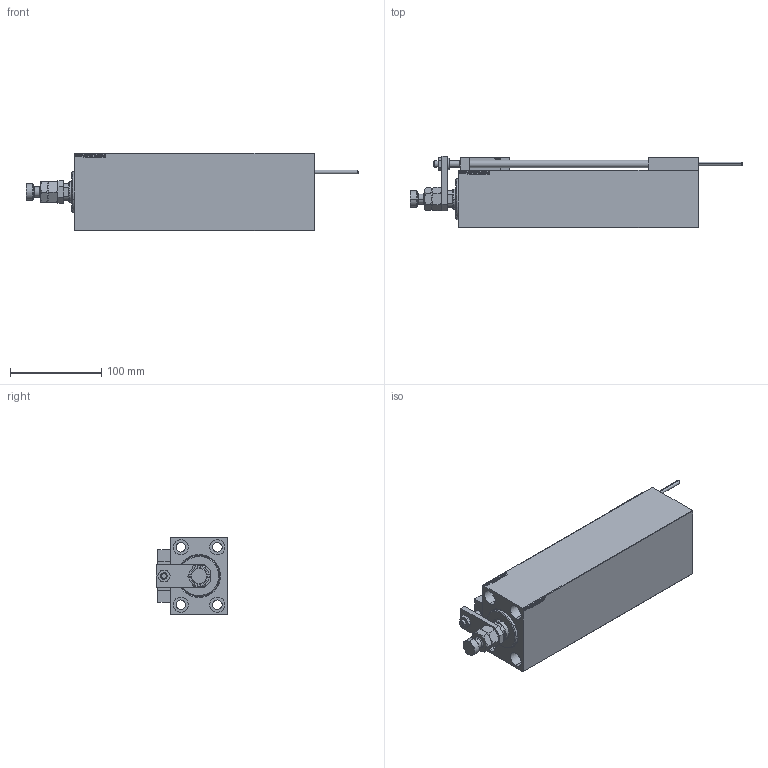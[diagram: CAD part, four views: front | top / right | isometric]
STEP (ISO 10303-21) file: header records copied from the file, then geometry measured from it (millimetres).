
FILE_DESCRIPTION (( 'STEP AP203' ), '1' );
FILE_NAME ('a837.STEP', '2024-02-12T16:28:30', ( '' ), ( '' ), 'SwSTEP 2.0', 'SolidWorks 2019', '' );
FILE_SCHEMA (( 'CONFIG_CONTROL_DESIGN' ));
Length unit declared in the file: millimetre
Products named in the file (16): Block eb5a45bfad78abaee053c1e0f502cfc9; X_Y_MFA eb5a45bfad78abaee053c1e0f502cfc9; a837; ZARAZKA eb5a45bfad78abaee053c1e0f502cfc9; MAGNET eb5a45bfad78abaee053c1e0f502cfc9; V450CM_VC_B eb5a45bfad78abaee053c1e0f502cfc9; NUT_D12 eb5a45bfad78abaee053c1e0f502cfc9; V450CM_C_Body eb5a45bfad78abaee053c1e0f502cfc9; V450CM_C_VCP eb5a45bfad78abaee053c1e0f502cfc9; SWITCH X eb5a45bfad78abaee053c1e0f502cfc9; KONCOVKA eb5a45bfad78abaee053c1e0f502cfc9; ALLEN BOLT D5 eb5a45bfad78abaee053c1e0f502cfc9; SWITCH DIM B,W eb5a45bfad78abaee053c1e0f502cfc9; ALLEN BOLT D8 eb5a45bfad78abaee053c1e0f502cfc9; SWITCH_X_FRONT_BACK eb5a45bfad78abaee053c1e0f502cfc9; TYC_L79 eb5a45bfad78abaee053c1e0f502cfc9
Assembly tree (25 placements, depth 3):
  a837
    V450CM_C_Body eb5a45bfad78abaee053c1e0f502cfc9
    SWITCH X eb5a45bfad78abaee053c1e0f502cfc9
      SWITCH_X_FRONT_BACK eb5a45bfad78abaee053c1e0f502cfc9  x2
      TYC_L79 eb5a45bfad78abaee053c1e0f502cfc9
      Block eb5a45bfad78abaee053c1e0f502cfc9  x2
      ALLEN BOLT D5 eb5a45bfad78abaee053c1e0f502cfc9  x4
      ALLEN BOLT D8 eb5a45bfad78abaee053c1e0f502cfc9  x4
      MAGNET eb5a45bfad78abaee053c1e0f502cfc9  x2
      KONCOVKA eb5a45bfad78abaee053c1e0f502cfc9  x2
    NUT_D12 eb5a45bfad78abaee053c1e0f502cfc9
    SWITCH DIM B,W eb5a45bfad78abaee053c1e0f502cfc9
    ZARAZKA eb5a45bfad78abaee053c1e0f502cfc9
    V450CM_C_VCP eb5a45bfad78abaee053c1e0f502cfc9
    V450CM_VC_B eb5a45bfad78abaee053c1e0f502cfc9
    X_Y_MFA eb5a45bfad78abaee053c1e0f502cfc9
Bounding box: 364 x 78.5 x 85 mm (x, y, z)
Volume: 1195988.2 mm3; surface area: 223824.4 mm2
Topology: 24 solids, 24 shells, 1330 faces, 3162 edges, 2013 vertices
Faces by surface type: plane 576, bspline 380, cylinder 188, cone 134, torus 48, sphere 4
Entity records: 51704 total; most frequent: CARTESIAN_POINT 26431, ORIENTED_EDGE 5344, DIRECTION 3640, EDGE_CURVE 2672, VERTEX_POINT 1737, VECTOR 1500, LINE 1500, EDGE_LOOP 1241
